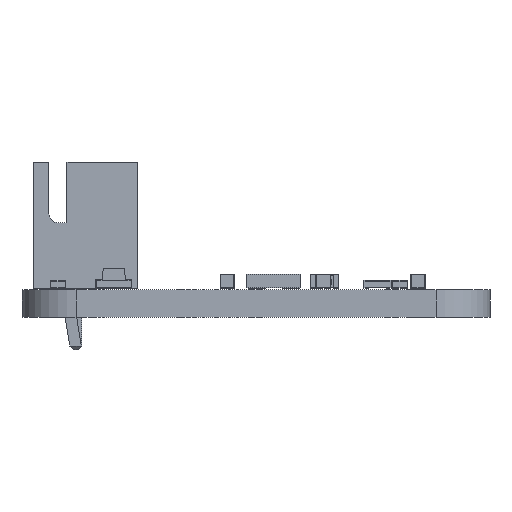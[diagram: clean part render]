
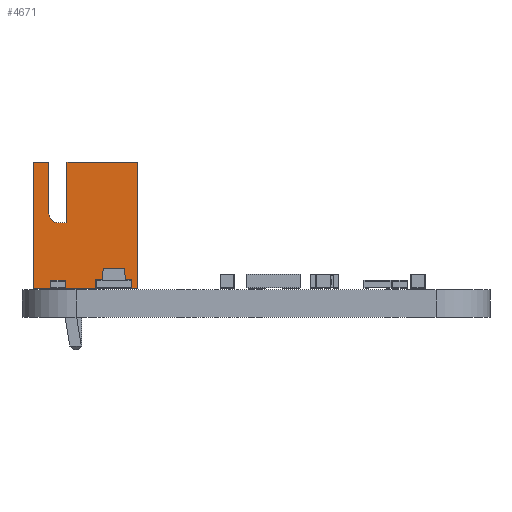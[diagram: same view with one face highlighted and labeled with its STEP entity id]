
A CAD part, front view. The second image highlights one B-rep face of the part: STEP entity #4671.
In plain terms, the highlighted face is planar.
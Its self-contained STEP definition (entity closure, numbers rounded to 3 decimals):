
#4543 = VERTEX_POINT('',#4544);
#4544 = CARTESIAN_POINT('',(-2.45,0.5,7.));
#4550 = EDGE_CURVE('',#4543,#4551,#4553,.T.);
#4551 = VERTEX_POINT('',#4552);
#4552 = CARTESIAN_POINT('',(-2.45,-3.4,7.));
#4553 = LINE('',#4554,#4555);
#4554 = CARTESIAN_POINT('',(-2.45,2.35,7.));
#4555 = VECTOR('',#4556,1.);
#4556 = DIRECTION('',(0.,-1.,0.));
#4623 = VERTEX_POINT('',#4624);
#4624 = CARTESIAN_POINT('',(-2.45,0.5,3.65));
#4630 = EDGE_CURVE('',#4623,#4543,#4631,.T.);
#4631 = LINE('',#4632,#4633);
#4632 = CARTESIAN_POINT('',(-2.45,0.5,1.825));
#4633 = VECTOR('',#4634,1.);
#4634 = DIRECTION('',(0.,0.,1.));
#4671 = ADVANCED_FACE('',(#4672),#4731,.F.);
#4672 = FACE_BOUND('',#4673,.F.);
#4673 = EDGE_LOOP('',(#4674,#4684,#4692,#4700,#4708,#4717,#4723,#4724,
    #4725));
#4674 = ORIENTED_EDGE('',*,*,#4675,.F.);
#4675 = EDGE_CURVE('',#4676,#4678,#4680,.T.);
#4676 = VERTEX_POINT('',#4677);
#4677 = CARTESIAN_POINT('',(-2.45,2.35,0.));
#4678 = VERTEX_POINT('',#4679);
#4679 = CARTESIAN_POINT('',(-2.45,-3.4,0.));
#4680 = LINE('',#4681,#4682);
#4681 = CARTESIAN_POINT('',(-2.45,2.35,0.));
#4682 = VECTOR('',#4683,1.);
#4683 = DIRECTION('',(0.,-1.,0.));
#4684 = ORIENTED_EDGE('',*,*,#4685,.T.);
#4685 = EDGE_CURVE('',#4676,#4686,#4688,.T.);
#4686 = VERTEX_POINT('',#4687);
#4687 = CARTESIAN_POINT('',(-2.45,2.35,7.));
#4688 = LINE('',#4689,#4690);
#4689 = CARTESIAN_POINT('',(-2.45,2.35,0.));
#4690 = VECTOR('',#4691,1.);
#4691 = DIRECTION('',(0.,0.,1.));
#4692 = ORIENTED_EDGE('',*,*,#4693,.T.);
#4693 = EDGE_CURVE('',#4686,#4694,#4696,.T.);
#4694 = VERTEX_POINT('',#4695);
#4695 = CARTESIAN_POINT('',(-2.45,1.5,7.));
#4696 = LINE('',#4697,#4698);
#4697 = CARTESIAN_POINT('',(-2.45,2.35,7.));
#4698 = VECTOR('',#4699,1.);
#4699 = DIRECTION('',(0.,-1.,0.));
#4700 = ORIENTED_EDGE('',*,*,#4701,.T.);
#4701 = EDGE_CURVE('',#4694,#4702,#4704,.T.);
#4702 = VERTEX_POINT('',#4703);
#4703 = CARTESIAN_POINT('',(-2.45,1.5,4.15));
#4704 = LINE('',#4705,#4706);
#4705 = CARTESIAN_POINT('',(-2.45,1.5,3.5));
#4706 = VECTOR('',#4707,1.);
#4707 = DIRECTION('',(-0.,0.,-1.));
#4708 = ORIENTED_EDGE('',*,*,#4709,.F.);
#4709 = EDGE_CURVE('',#4710,#4702,#4712,.T.);
#4710 = VERTEX_POINT('',#4711);
#4711 = CARTESIAN_POINT('',(-2.45,1.,3.65));
#4712 = CIRCLE('',#4713,0.5);
#4713 = AXIS2_PLACEMENT_3D('',#4714,#4715,#4716);
#4714 = CARTESIAN_POINT('',(-2.45,1.,4.15));
#4715 = DIRECTION('',(1.,0.,0.));
#4716 = DIRECTION('',(0.,1.,0.));
#4717 = ORIENTED_EDGE('',*,*,#4718,.T.);
#4718 = EDGE_CURVE('',#4710,#4623,#4719,.T.);
#4719 = LINE('',#4720,#4721);
#4720 = CARTESIAN_POINT('',(-2.45,1.675,3.65));
#4721 = VECTOR('',#4722,1.);
#4722 = DIRECTION('',(0.,-1.,0.));
#4723 = ORIENTED_EDGE('',*,*,#4630,.T.);
#4724 = ORIENTED_EDGE('',*,*,#4550,.T.);
#4725 = ORIENTED_EDGE('',*,*,#4726,.F.);
#4726 = EDGE_CURVE('',#4678,#4551,#4727,.T.);
#4727 = LINE('',#4728,#4729);
#4728 = CARTESIAN_POINT('',(-2.45,-3.4,0.));
#4729 = VECTOR('',#4730,1.);
#4730 = DIRECTION('',(0.,0.,1.));
#4731 = PLANE('',#4732);
#4732 = AXIS2_PLACEMENT_3D('',#4733,#4734,#4735);
#4733 = CARTESIAN_POINT('',(-2.45,2.35,0.));
#4734 = DIRECTION('',(1.,0.,0.));
#4735 = DIRECTION('',(0.,-1.,0.));
